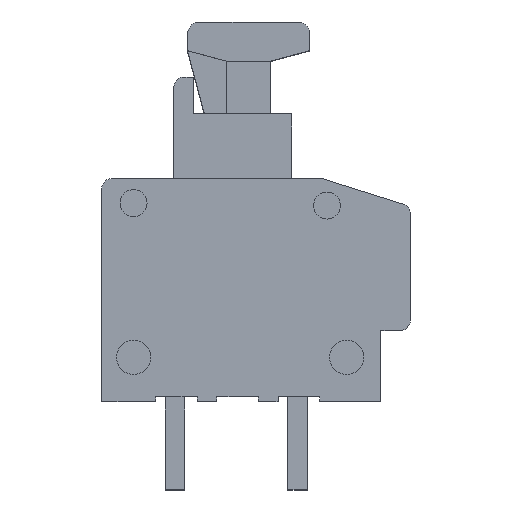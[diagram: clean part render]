
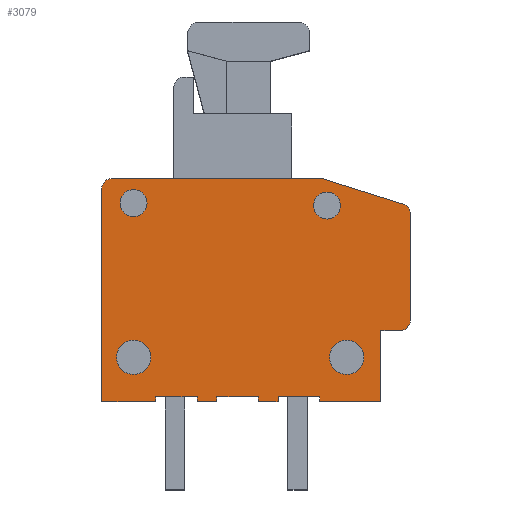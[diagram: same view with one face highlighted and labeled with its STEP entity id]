
A CAD part, top view. The second image highlights one B-rep face of the part: STEP entity #3079.
In plain terms, the highlighted planar face has unit normal (0, 0, 1).
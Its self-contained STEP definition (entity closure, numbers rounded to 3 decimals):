
#67=CIRCLE('',#3265,0.4);
#69=CIRCLE('',#3281,0.4);
#71=CIRCLE('',#3285,0.4);
#72=CIRCLE('',#3289,0.7);
#73=CIRCLE('',#3290,0.7);
#74=CIRCLE('',#3291,0.55);
#75=CIRCLE('',#3292,0.55);
#612=ORIENTED_EDGE('',*,*,#1272,.F.);
#613=ORIENTED_EDGE('',*,*,#1273,.F.);
#614=ORIENTED_EDGE('',*,*,#1274,.F.);
#615=ORIENTED_EDGE('',*,*,#1275,.F.);
#616=ORIENTED_EDGE('',*,*,#1231,.T.);
#617=ORIENTED_EDGE('',*,*,#1102,.T.);
#618=ORIENTED_EDGE('',*,*,#1234,.T.);
#619=ORIENTED_EDGE('',*,*,#1236,.T.);
#620=ORIENTED_EDGE('',*,*,#1238,.T.);
#621=ORIENTED_EDGE('',*,*,#1240,.T.);
#622=ORIENTED_EDGE('',*,*,#1242,.T.);
#623=ORIENTED_EDGE('',*,*,#1244,.T.);
#624=ORIENTED_EDGE('',*,*,#1246,.T.);
#625=ORIENTED_EDGE('',*,*,#1248,.T.);
#626=ORIENTED_EDGE('',*,*,#1250,.T.);
#627=ORIENTED_EDGE('',*,*,#1252,.T.);
#628=ORIENTED_EDGE('',*,*,#1254,.T.);
#629=ORIENTED_EDGE('',*,*,#1255,.T.);
#630=ORIENTED_EDGE('',*,*,#1115,.T.);
#631=ORIENTED_EDGE('',*,*,#1256,.T.);
#632=ORIENTED_EDGE('',*,*,#1125,.T.);
#633=ORIENTED_EDGE('',*,*,#1259,.T.);
#634=ORIENTED_EDGE('',*,*,#1262,.T.);
#635=ORIENTED_EDGE('',*,*,#1265,.T.);
#636=ORIENTED_EDGE('',*,*,#1268,.T.);
#637=ORIENTED_EDGE('',*,*,#1271,.T.);
#1102=EDGE_CURVE('',#1525,#1524,#1807,.T.);
#1115=EDGE_CURVE('',#1535,#1534,#1820,.T.);
#1125=EDGE_CURVE('',#1543,#1542,#1830,.T.);
#1231=EDGE_CURVE('',#1600,#1525,#67,.T.);
#1234=EDGE_CURVE('',#1524,#1601,#1931,.T.);
#1236=EDGE_CURVE('',#1601,#1602,#1933,.T.);
#1238=EDGE_CURVE('',#1602,#1603,#1935,.T.);
#1240=EDGE_CURVE('',#1603,#1604,#1937,.T.);
#1242=EDGE_CURVE('',#1604,#1605,#1939,.T.);
#1244=EDGE_CURVE('',#1605,#1606,#1941,.T.);
#1246=EDGE_CURVE('',#1606,#1607,#1943,.T.);
#1248=EDGE_CURVE('',#1607,#1608,#1945,.T.);
#1250=EDGE_CURVE('',#1608,#1609,#1947,.T.);
#1252=EDGE_CURVE('',#1609,#1610,#1949,.T.);
#1254=EDGE_CURVE('',#1610,#1611,#1951,.T.);
#1255=EDGE_CURVE('',#1611,#1535,#1952,.T.);
#1256=EDGE_CURVE('',#1534,#1543,#1953,.T.);
#1259=EDGE_CURVE('',#1542,#1613,#69,.T.);
#1262=EDGE_CURVE('',#1613,#1615,#1957,.T.);
#1265=EDGE_CURVE('',#1615,#1617,#71,.T.);
#1268=EDGE_CURVE('',#1617,#1619,#1961,.T.);
#1271=EDGE_CURVE('',#1619,#1600,#1964,.T.);
#1272=EDGE_CURVE('',#1621,#1621,#72,.T.);
#1273=EDGE_CURVE('',#1622,#1622,#73,.T.);
#1274=EDGE_CURVE('',#1623,#1623,#74,.T.);
#1275=EDGE_CURVE('',#1624,#1624,#75,.T.);
#1524=VERTEX_POINT('',#4501);
#1525=VERTEX_POINT('',#4503);
#1534=VERTEX_POINT('',#4526);
#1535=VERTEX_POINT('',#4528);
#1542=VERTEX_POINT('',#4546);
#1543=VERTEX_POINT('',#4548);
#1600=VERTEX_POINT('',#4771);
#1601=VERTEX_POINT('',#4775);
#1602=VERTEX_POINT('',#4779);
#1603=VERTEX_POINT('',#4783);
#1604=VERTEX_POINT('',#4787);
#1605=VERTEX_POINT('',#4791);
#1606=VERTEX_POINT('',#4795);
#1607=VERTEX_POINT('',#4799);
#1608=VERTEX_POINT('',#4803);
#1609=VERTEX_POINT('',#4807);
#1610=VERTEX_POINT('',#4811);
#1611=VERTEX_POINT('',#4815);
#1613=VERTEX_POINT('',#4825);
#1615=VERTEX_POINT('',#4831);
#1617=VERTEX_POINT('',#4837);
#1619=VERTEX_POINT('',#4843);
#1621=VERTEX_POINT('',#4852);
#1622=VERTEX_POINT('',#4854);
#1623=VERTEX_POINT('',#4856);
#1624=VERTEX_POINT('',#4858);
#1807=LINE('',#4502,#2192);
#1820=LINE('',#4527,#2205);
#1830=LINE('',#4547,#2215);
#1931=LINE('',#4776,#2316);
#1933=LINE('',#4780,#2318);
#1935=LINE('',#4784,#2320);
#1937=LINE('',#4788,#2322);
#1939=LINE('',#4792,#2324);
#1941=LINE('',#4796,#2326);
#1943=LINE('',#4800,#2328);
#1945=LINE('',#4804,#2330);
#1947=LINE('',#4808,#2332);
#1949=LINE('',#4812,#2334);
#1951=LINE('',#4816,#2336);
#1952=LINE('',#4818,#2337);
#1953=LINE('',#4820,#2338);
#1957=LINE('',#4832,#2342);
#1961=LINE('',#4844,#2346);
#1964=LINE('',#4849,#2349);
#2192=VECTOR('',#3570,1000.);
#2205=VECTOR('',#3587,1000.);
#2215=VECTOR('',#3601,1000.);
#2316=VECTOR('',#3840,1000.);
#2318=VECTOR('',#3844,1000.);
#2320=VECTOR('',#3848,1000.);
#2322=VECTOR('',#3852,1000.);
#2324=VECTOR('',#3856,1000.);
#2326=VECTOR('',#3860,1000.);
#2328=VECTOR('',#3864,1000.);
#2330=VECTOR('',#3868,1000.);
#2332=VECTOR('',#3872,1000.);
#2334=VECTOR('',#3876,1000.);
#2336=VECTOR('',#3880,1000.);
#2337=VECTOR('',#3883,1000.);
#2338=VECTOR('',#3886,1000.);
#2342=VECTOR('',#3898,1000.);
#2346=VECTOR('',#3910,1000.);
#2349=VECTOR('',#3915,1000.);
#2562=EDGE_LOOP('',(#612));
#2563=EDGE_LOOP('',(#613));
#2564=EDGE_LOOP('',(#614));
#2565=EDGE_LOOP('',(#615));
#2566=EDGE_LOOP('',(#616,#617,#618,#619,#620,#621,#622,#623,#624,#625,#626,
#627,#628,#629,#630,#631,#632,#633,#634,#635,#636,#637));
#2755=FACE_BOUND('',#2562,.T.);
#2756=FACE_BOUND('',#2563,.T.);
#2757=FACE_BOUND('',#2564,.T.);
#2758=FACE_BOUND('',#2565,.T.);
#2759=FACE_BOUND('',#2566,.T.);
#2923=PLANE('',#3288);
#3079=ADVANCED_FACE('',(#2755,#2756,#2757,#2758,#2759),#2923,.T.);
#3265=AXIS2_PLACEMENT_3D('',#4770,#3834,#3835);
#3281=AXIS2_PLACEMENT_3D('',#4826,#3892,#3893);
#3285=AXIS2_PLACEMENT_3D('',#4838,#3904,#3905);
#3288=AXIS2_PLACEMENT_3D('',#4850,#3916,#3917);
#3289=AXIS2_PLACEMENT_3D('',#4851,#3918,#3919);
#3290=AXIS2_PLACEMENT_3D('',#4853,#3920,#3921);
#3291=AXIS2_PLACEMENT_3D('',#4855,#3922,#3923);
#3292=AXIS2_PLACEMENT_3D('',#4857,#3924,#3925);
#3570=DIRECTION('',(0.,-1.,0.));
#3587=DIRECTION('',(1.,0.,0.));
#3601=DIRECTION('',(1.,0.,0.));
#3834=DIRECTION('',(0.,0.,1.));
#3835=DIRECTION('',(1.,0.,0.));
#3840=DIRECTION('',(1.,0.,0.));
#3844=DIRECTION('',(0.,1.,0.));
#3848=DIRECTION('',(1.,0.,0.));
#3852=DIRECTION('',(0.,-1.,0.));
#3856=DIRECTION('',(1.,0.,0.));
#3860=DIRECTION('',(0.,1.,0.));
#3864=DIRECTION('',(1.,0.,0.));
#3868=DIRECTION('',(0.,-1.,0.));
#3872=DIRECTION('',(1.,0.,0.));
#3876=DIRECTION('',(0.,1.,0.));
#3880=DIRECTION('',(1.,0.,0.));
#3883=DIRECTION('',(0.,-1.,0.));
#3886=DIRECTION('',(0.,1.,0.));
#3892=DIRECTION('',(0.,0.,1.));
#3893=DIRECTION('',(1.,0.,0.));
#3898=DIRECTION('',(0.,1.,0.));
#3904=DIRECTION('',(0.,0.,1.));
#3905=DIRECTION('',(1.,0.,0.));
#3910=DIRECTION('',(-0.954,0.301,0.));
#3915=DIRECTION('',(-1.,0.,0.));
#3916=DIRECTION('',(0.,0.,1.));
#3917=DIRECTION('',(1.,0.,0.));
#3918=DIRECTION('',(0.,0.,1.));
#3919=DIRECTION('',(1.,0.,0.));
#3920=DIRECTION('',(0.,0.,1.));
#3921=DIRECTION('',(1.,0.,0.));
#3922=DIRECTION('',(0.,0.,1.));
#3923=DIRECTION('',(1.,0.,0.));
#3924=DIRECTION('',(0.,0.,1.));
#3925=DIRECTION('',(1.,0.,0.));
#4501=CARTESIAN_POINT('',(-8.,0.,11.));
#4502=CARTESIAN_POINT('',(-8.,8.7,11.));
#4503=CARTESIAN_POINT('',(-8.,8.7,11.));
#4526=CARTESIAN_POINT('',(3.4,0.,11.));
#4527=CARTESIAN_POINT('',(0.9,0.,11.));
#4528=CARTESIAN_POINT('',(0.9,0.,11.));
#4546=CARTESIAN_POINT('',(4.2,2.9,11.));
#4547=CARTESIAN_POINT('',(3.4,2.9,11.));
#4548=CARTESIAN_POINT('',(3.4,2.9,11.));
#4770=CARTESIAN_POINT('',(-7.6,8.7,11.));
#4771=CARTESIAN_POINT('',(-7.6,9.1,11.));
#4775=CARTESIAN_POINT('',(-5.8,0.,11.));
#4776=CARTESIAN_POINT('',(-8.,0.,11.));
#4779=CARTESIAN_POINT('',(-5.8,0.2,11.));
#4780=CARTESIAN_POINT('',(-5.8,0.,11.));
#4783=CARTESIAN_POINT('',(-4.1,0.2,11.));
#4784=CARTESIAN_POINT('',(-5.8,0.2,11.));
#4787=CARTESIAN_POINT('',(-4.1,0.,11.));
#4788=CARTESIAN_POINT('',(-4.1,0.2,11.));
#4791=CARTESIAN_POINT('',(-3.3,0.,11.));
#4792=CARTESIAN_POINT('',(-4.1,0.,11.));
#4795=CARTESIAN_POINT('',(-3.3,0.2,11.));
#4796=CARTESIAN_POINT('',(-3.3,0.,11.));
#4799=CARTESIAN_POINT('',(-1.6,0.2,11.));
#4800=CARTESIAN_POINT('',(-3.3,0.2,11.));
#4803=CARTESIAN_POINT('',(-1.6,0.,11.));
#4804=CARTESIAN_POINT('',(-1.6,0.2,11.));
#4807=CARTESIAN_POINT('',(-0.8,0.,11.));
#4808=CARTESIAN_POINT('',(-1.6,0.,11.));
#4811=CARTESIAN_POINT('',(-0.8,0.2,11.));
#4812=CARTESIAN_POINT('',(-0.8,0.,11.));
#4815=CARTESIAN_POINT('',(0.9,0.2,11.));
#4816=CARTESIAN_POINT('',(-0.8,0.2,11.));
#4818=CARTESIAN_POINT('',(0.9,0.2,11.));
#4820=CARTESIAN_POINT('',(3.4,0.,11.));
#4825=CARTESIAN_POINT('',(4.6,3.3,11.));
#4826=CARTESIAN_POINT('',(4.2,3.3,11.));
#4831=CARTESIAN_POINT('',(4.6,7.672,11.));
#4832=CARTESIAN_POINT('',(4.6,3.3,11.));
#4837=CARTESIAN_POINT('',(4.32,8.053,11.));
#4838=CARTESIAN_POINT('',(4.2,7.672,11.));
#4843=CARTESIAN_POINT('',(1.,9.1,11.));
#4844=CARTESIAN_POINT('',(4.32,8.053,11.));
#4849=CARTESIAN_POINT('',(1.,9.1,11.));
#4850=CARTESIAN_POINT('',(-7.6,8.7,11.));
#4851=CARTESIAN_POINT('',(-6.7,1.8,11.));
#4852=CARTESIAN_POINT('',(-6.,1.8,11.));
#4853=CARTESIAN_POINT('',(2.,1.8,11.));
#4854=CARTESIAN_POINT('',(2.7,1.8,11.));
#4855=CARTESIAN_POINT('',(-6.7,8.1,11.));
#4856=CARTESIAN_POINT('',(-6.15,8.1,11.));
#4857=CARTESIAN_POINT('',(1.2,8.,11.));
#4858=CARTESIAN_POINT('',(1.75,8.,11.));
